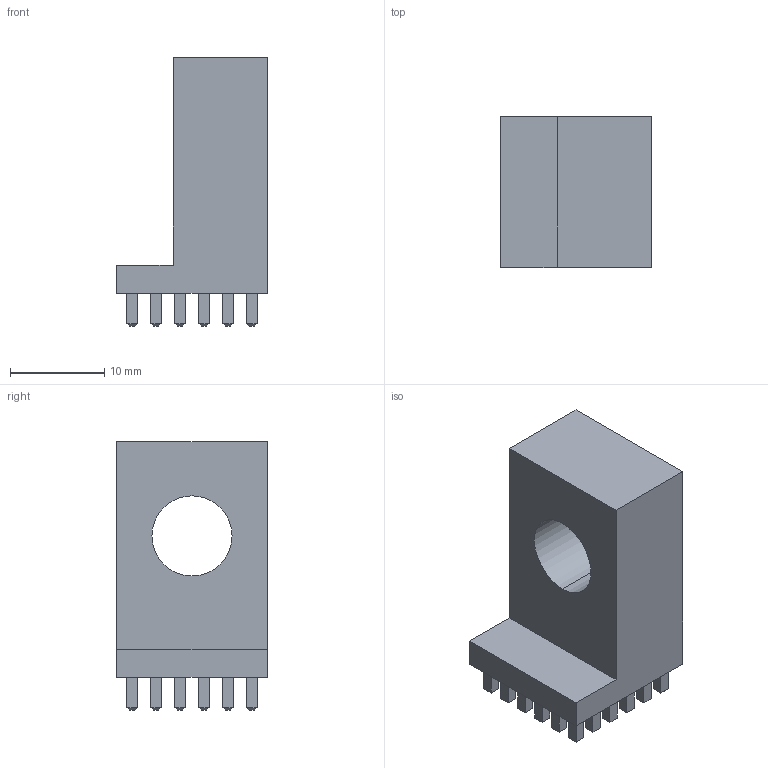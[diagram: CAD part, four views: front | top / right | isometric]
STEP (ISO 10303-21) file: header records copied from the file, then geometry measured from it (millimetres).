
FILE_DESCRIPTION (( 'STEP AP203' ), '1' );
FILE_NAME ('91117-A.STEP', '2013-12-17T16:30:31', ( 'Hajo' ), ( 'Microsoft' ), 'SwSTEP 2.0', 'SolidWorks 2011', '' );
FILE_SCHEMA (( 'CONFIG_CONTROL_DESIGN' ));
Length unit declared in the file: millimetre
Products named in the file (1): 91117-A
Bounding box: 16 x 16 x 28.5 mm (x, y, z)
Volume: 3875.4 mm3; surface area: 2537.1 mm2
Topology: 1 solids, 1 shells, 334 faces, 744 edges, 448 vertices
Faces by surface type: plane 332, cylinder 2
Entity records: 8941 total; most frequent: CARTESIAN_POINT 1527, ORIENTED_EDGE 1488, DIRECTION 1418, EDGE_CURVE 744, VECTOR 740, LINE 740, VERTEX_POINT 448, EDGE_LOOP 372
